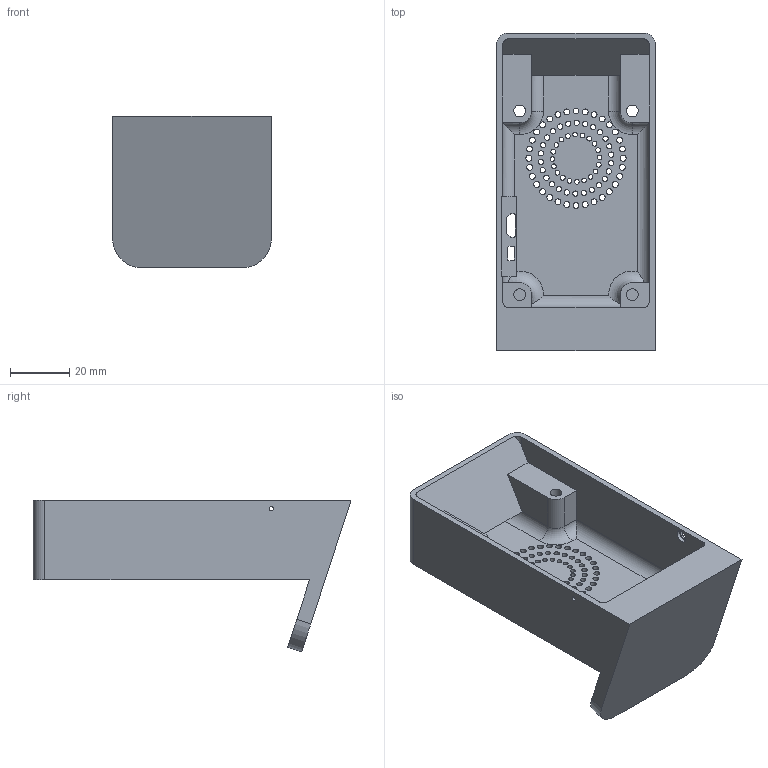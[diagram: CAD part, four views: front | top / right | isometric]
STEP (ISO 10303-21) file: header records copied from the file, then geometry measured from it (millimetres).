
FILE_DESCRIPTION(/* description */ (''),/* implementation_level */ '2;1');
FILE_NAME(/* name */ 'Pithy Screen Plus Straight Stand.step',/* time_stamp */ '2021-06-19T22:50:00+01:00',/* author */ (''),/* organization */ (''),/* preprocessor_version */ 'ST-DEVELOPER v18.1',/* originating_system */ 'Autodesk Translation Framework v10.9.0.1377',/* authorisation */ '');
FILE_SCHEMA (('AUTOMOTIVE_DESIGN { 1 0 10303 214 3 1 1 }'));
Length unit declared in the file: millimetre
Products named in the file (1): Pithy Screen Plus Straight Stand
Bounding box: 53.72 x 107.78 x 51.36 mm (x, y, z)
Volume: 57002.3 mm3; surface area: 30592.9 mm2
Topology: 1 solids, 1 shells, 171 faces, 489 edges, 322 vertices
Faces by surface type: cylinder 120, plane 43, torus 4, cone 4
Full cylindrical faces by diameter (mm): 1.4 x1, 1.6 x20, 1.8 x26, 2 x32, 3.3 x1, 4 x4, 4.2 x1, 6 x4
Entity records: 6115 total; most frequent: DIRECTION 1067, CARTESIAN_POINT 1043, ORIENTED_EDGE 978, EDGE_CURVE 489, AXIS2_PLACEMENT_3D 416, EDGE_LOOP 345, VERTEX_POINT 322, CIRCLE 238
